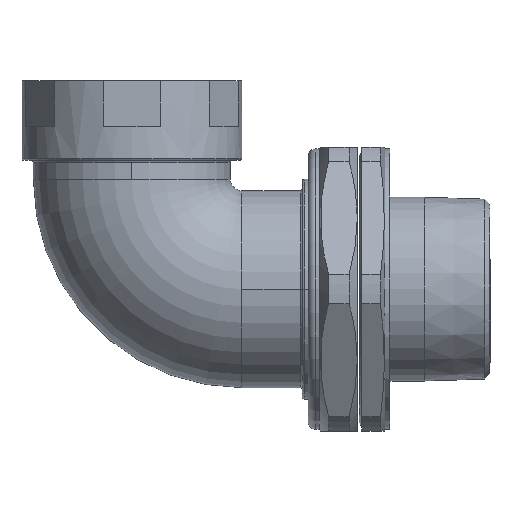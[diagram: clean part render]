
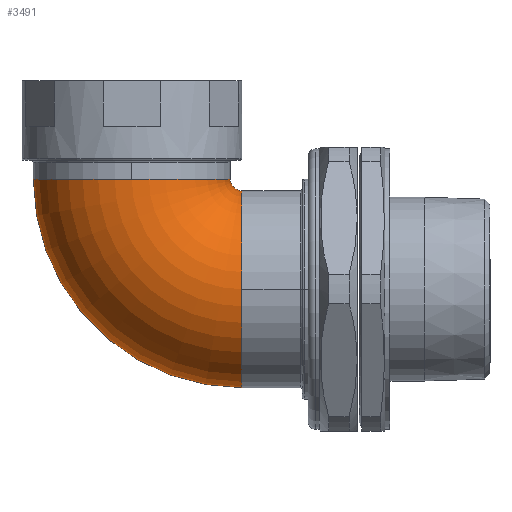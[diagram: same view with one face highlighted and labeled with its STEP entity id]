
A CAD part, front view. The second image highlights one B-rep face of the part: STEP entity #3491.
In plain terms, the highlighted toroidal (fillet/blend) face has major radius 29 mm and minor radius 26 mm.
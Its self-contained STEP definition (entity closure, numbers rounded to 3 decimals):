
#14 = EDGE_CURVE ( 'NONE', #361, #1748, #2433, .T. ) ;
#85 = FACE_OUTER_BOUND ( 'NONE', #101, .T. ) ;
#101 = EDGE_LOOP ( 'NONE', ( #3285, #809, #2341, #3086, #3499, #902 ) ) ;
#111 = EDGE_CURVE ( 'NONE', #2092, #2278, #2858, .T. ) ;
#125 = EDGE_CURVE ( 'NONE', #794, #1446, #970, .T. ) ;
#144 = CARTESIAN_POINT ( 'NONE',  ( -23.63, -26., 0. ) ) ;
#231 = AXIS2_PLACEMENT_3D ( 'NONE', #1653, #1661, #1664 ) ;
#235 = AXIS2_PLACEMENT_3D ( 'NONE', #647, #651, #654 ) ;
#287 = DIRECTION ( 'NONE',  ( 1., 0., 0. ) ) ;
#361 = VERTEX_POINT ( 'NONE', #986 ) ;
#429 = CARTESIAN_POINT ( 'NONE',  ( -52.63, 0., 29. ) ) ;
#440 = DIRECTION ( 'NONE',  ( 0., 0., 1. ) ) ;
#443 = DIRECTION ( 'NONE',  ( 0., 1., 0. ) ) ;
#500 = EDGE_CURVE ( 'NONE', #794, #2092, #2073, .T. ) ;
#616 = AXIS2_PLACEMENT_3D ( 'NONE', #3222, #3216, #3212 ) ;
#620 = CARTESIAN_POINT ( 'NONE',  ( -23.63, 0., 0. ) ) ;
#625 = DIRECTION ( 'NONE',  ( -1., 0., 0. ) ) ;
#628 = DIRECTION ( 'NONE',  ( 0., 1., 0. ) ) ;
#647 = CARTESIAN_POINT ( 'NONE',  ( -23.63, 0., 29. ) ) ;
#651 = DIRECTION ( 'NONE',  ( 0., 1., 0. ) ) ;
#654 = DIRECTION ( 'NONE',  ( -1., 0., 0. ) ) ;
#661 = DIRECTION ( 'NONE',  ( 0., 1., 0. ) ) ;
#788 = EDGE_CURVE ( 'NONE', #2278, #1748, #870, .T. ) ;
#794 = VERTEX_POINT ( 'NONE', #3330 ) ;
#809 = ORIENTED_EDGE ( 'NONE', *, *, #500, .T. ) ;
#870 = CIRCLE ( 'NONE', #231, 3. ) ;
#902 = ORIENTED_EDGE ( 'NONE', *, *, #2745, .F. ) ;
#970 = CIRCLE ( 'NONE', #235, 55. ) ;
#986 = CARTESIAN_POINT ( 'NONE',  ( -52.63, -26., 29. ) ) ;
#1150 = CARTESIAN_POINT ( 'NONE',  ( -23.63, 0., 29. ) ) ;
#1248 = AXIS2_PLACEMENT_3D ( 'NONE', #1150, #661, #287 ) ;
#1399 = CARTESIAN_POINT ( 'NONE',  ( -26.63, 0., 29. ) ) ;
#1446 = VERTEX_POINT ( 'NONE', #3207 ) ;
#1488 = CARTESIAN_POINT ( 'NONE',  ( -23.63, 0., 0. ) ) ;
#1492 = DIRECTION ( 'NONE',  ( -1., 0., 0. ) ) ;
#1499 = DIRECTION ( 'NONE',  ( 0., 1., 0. ) ) ;
#1653 = CARTESIAN_POINT ( 'NONE',  ( -23.63, 0., 29. ) ) ;
#1661 = DIRECTION ( 'NONE',  ( 0., 1., 0. ) ) ;
#1664 = DIRECTION ( 'NONE',  ( -1., 0., 0. ) ) ;
#1718 = CARTESIAN_POINT ( 'NONE',  ( -23.63, 0., 26. ) ) ;
#1738 = CIRCLE ( 'NONE', #616, 26. ) ;
#1748 = VERTEX_POINT ( 'NONE', #1399 ) ;
#2073 = CIRCLE ( 'NONE', #2124, 26. ) ;
#2092 = VERTEX_POINT ( 'NONE', #144 ) ;
#2124 = AXIS2_PLACEMENT_3D ( 'NONE', #1488, #1492, #1499 ) ;
#2278 = VERTEX_POINT ( 'NONE', #1718 ) ;
#2341 = ORIENTED_EDGE ( 'NONE', *, *, #111, .T. ) ;
#2433 = CIRCLE ( 'NONE', #2879, 26. ) ;
#2745 = EDGE_CURVE ( 'NONE', #1446, #361, #1738, .T. ) ;
#2858 = CIRCLE ( 'NONE', #3075, 26. ) ;
#2879 = AXIS2_PLACEMENT_3D ( 'NONE', #429, #440, #443 ) ;
#3075 = AXIS2_PLACEMENT_3D ( 'NONE', #620, #625, #628 ) ;
#3086 = ORIENTED_EDGE ( 'NONE', *, *, #788, .T. ) ;
#3207 = CARTESIAN_POINT ( 'NONE',  ( -78.63, 0., 29. ) ) ;
#3212 = DIRECTION ( 'NONE',  ( 0., 1., 0. ) ) ;
#3216 = DIRECTION ( 'NONE',  ( 0., 0., 1. ) ) ;
#3222 = CARTESIAN_POINT ( 'NONE',  ( -52.63, 0., 29. ) ) ;
#3252 = TOROIDAL_SURFACE ( 'NONE', #1248, 29., 26. ) ;
#3285 = ORIENTED_EDGE ( 'NONE', *, *, #125, .F. ) ;
#3330 = CARTESIAN_POINT ( 'NONE',  ( -23.63, 0., -26. ) ) ;
#3491 = ADVANCED_FACE ( 'NONE', ( #85 ), #3252, .T. ) ;
#3499 = ORIENTED_EDGE ( 'NONE', *, *, #14, .F. ) ;
